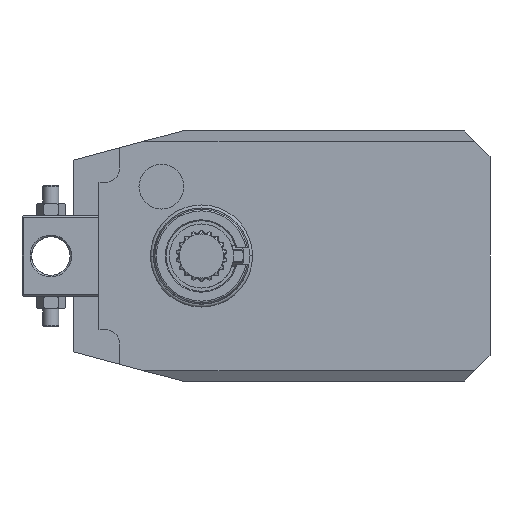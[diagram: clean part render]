
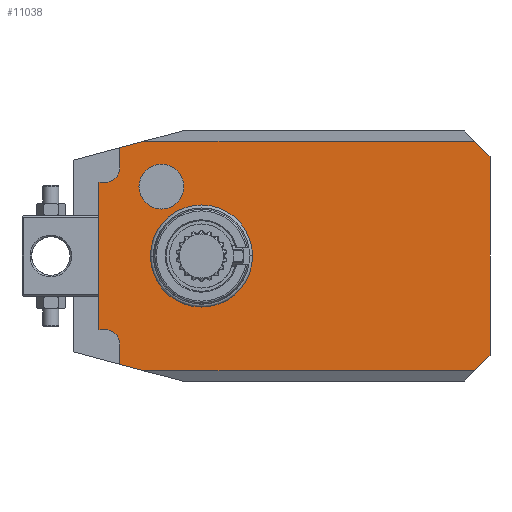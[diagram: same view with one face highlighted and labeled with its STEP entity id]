
A CAD part, front view. The second image highlights one B-rep face of the part: STEP entity #11038.
In plain terms, the highlighted planar face has unit normal (0, -1, 0).
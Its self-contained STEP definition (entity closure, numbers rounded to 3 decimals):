
#1=DIRECTION('',(-1.,0.,0.));
#2=VECTOR('',#1,103.215);
#3=CARTESIAN_POINT('',(85.215,0.,-35.785));
#4=LINE('',#3,#2);
#5=DIRECTION('',(0.966,0.,-0.259));
#6=VECTOR('',#5,7.765);
#7=CARTESIAN_POINT('',(-25.5,0.,-33.775));
#8=LINE('',#7,#6);
#9=DIRECTION('',(0.,0.,-1.));
#10=VECTOR('',#9,6.275);
#11=CARTESIAN_POINT('',(-25.5,0.,-27.5));
#12=LINE('',#11,#10);
#13=CARTESIAN_POINT('',(-30.,0.,-27.5));
#14=DIRECTION('',(0.,1.,0.));
#15=DIRECTION('',(0.,0.,1.));
#16=AXIS2_PLACEMENT_3D('',#13,#14,#15);
#18=DIRECTION('',(1.,0.,0.));
#19=VECTOR('',#18,2.);
#20=CARTESIAN_POINT('',(-32.,0.,-23.));
#21=LINE('',#20,#19);
#22=DIRECTION('',(0.,0.,-1.));
#23=VECTOR('',#22,46.);
#24=CARTESIAN_POINT('',(-32.,0.,23.));
#25=LINE('',#24,#23);
#26=DIRECTION('',(-1.,0.,0.));
#27=VECTOR('',#26,2.);
#28=CARTESIAN_POINT('',(-30.,0.,23.));
#29=LINE('',#28,#27);
#30=CARTESIAN_POINT('',(-30.,0.,27.5));
#31=DIRECTION('',(0.,1.,0.));
#32=DIRECTION('',(1.,0.,0.));
#33=AXIS2_PLACEMENT_3D('',#30,#31,#32);
#35=DIRECTION('',(0.,0.,-1.));
#36=VECTOR('',#35,6.275);
#37=CARTESIAN_POINT('',(-25.5,0.,33.775));
#38=LINE('',#37,#36);
#39=DIRECTION('',(-0.966,0.,-0.259));
#40=VECTOR('',#39,7.765);
#41=CARTESIAN_POINT('',(-18.,0.,35.785));
#42=LINE('',#41,#40);
#43=DIRECTION('',(-1.,0.,0.));
#44=VECTOR('',#43,103.215);
#45=CARTESIAN_POINT('',(85.215,0.,35.785));
#46=LINE('',#45,#44);
#47=DIRECTION('',(-0.707,0.,0.707));
#48=VECTOR('',#47,6.766);
#49=CARTESIAN_POINT('',(90.,0.,31.));
#50=LINE('',#49,#48);
#51=DIRECTION('',(0.,0.,1.));
#52=VECTOR('',#51,62.);
#53=CARTESIAN_POINT('',(90.,0.,-31.));
#54=LINE('',#53,#52);
#55=DIRECTION('',(0.707,0.,0.707));
#56=VECTOR('',#55,6.766);
#57=CARTESIAN_POINT('',(85.215,0.,
-35.785));
#58=LINE('',#57,#56);
#59=CARTESIAN_POINT('',(-12.5,0.,21.651));
#60=DIRECTION('',(0.,1.,0.));
#61=DIRECTION('',(1.,0.,0.));
#62=AXIS2_PLACEMENT_3D('',#59,#60,#61);
#64=CARTESIAN_POINT('',(-12.5,0.,21.651));
#65=DIRECTION('',(0.,1.,0.));
#66=DIRECTION('',(-1.,0.,0.));
#67=AXIS2_PLACEMENT_3D('',#64,#65,#66);
#6079=CARTESIAN_POINT('',(0.,0.,0.));
#6080=DIRECTION('',(0.,-1.,0.));
#6081=DIRECTION('',(1.,0.,0.007));
#6082=AXIS2_PLACEMENT_3D('',#6079,#6080,#6081);
#6084=CARTESIAN_POINT('',(0.,0.,0.));
#6085=DIRECTION('',(0.,-1.,0.));
#6086=DIRECTION('',(-1.,0.,-0.007));
#6087=AXIS2_PLACEMENT_3D('',#6084,#6085,#6086);
#10693=CARTESIAN_POINT('',(-25.5,0.,33.775));
#10694=CARTESIAN_POINT('',(-25.5,0.,27.5));
#10695=VERTEX_POINT('',#10693);
#10696=VERTEX_POINT('',#10694);
#10697=CARTESIAN_POINT('',(-30.,0.,23.));
#10698=VERTEX_POINT('',#10697);
#10699=CARTESIAN_POINT('',(-32.,0.,23.));
#10700=VERTEX_POINT('',#10699);
#10701=CARTESIAN_POINT('',(-32.,0.,-23.));
#10702=VERTEX_POINT('',#10701);
#10703=CARTESIAN_POINT('',(-30.,0.,-23.));
#10704=VERTEX_POINT('',#10703);
#10705=CARTESIAN_POINT('',(-25.5,0.,-27.5));
#10706=VERTEX_POINT('',#10705);
#10707=CARTESIAN_POINT('',(-25.5,0.,-33.775));
#10708=VERTEX_POINT('',#10707);
#10709=CARTESIAN_POINT('',(90.,0.,-31.));
#10710=CARTESIAN_POINT('',(90.,0.,31.));
#10711=VERTEX_POINT('',#10709);
#10712=VERTEX_POINT('',#10710);
#10713=CARTESIAN_POINT('',(-5.5,0.,21.651));
#10714=CARTESIAN_POINT('',(-19.5,0.,21.651));
#10715=VERTEX_POINT('',#10713);
#10716=VERTEX_POINT('',#10714);
#10725=CARTESIAN_POINT('',(85.215,0.,
-35.785));
#10726=CARTESIAN_POINT('',(-18.,0.,-35.785));
#10727=VERTEX_POINT('',#10725);
#10728=VERTEX_POINT('',#10726);
#10729=CARTESIAN_POINT('',(85.215,0.,
35.785));
#10730=CARTESIAN_POINT('',(-18.,0.,35.785));
#10731=VERTEX_POINT('',#10729);
#10732=VERTEX_POINT('',#10730);
#10967=CARTESIAN_POINT('',(15.783,0.,0.117));
#10968=CARTESIAN_POINT('',(-15.783,0.,-0.117));
#10969=VERTEX_POINT('',#10967);
#10970=VERTEX_POINT('',#10968);
#10991=CARTESIAN_POINT('',(0.,0.,0.));
#10992=DIRECTION('',(0.,-1.,0.));
#10993=DIRECTION('',(-1.,0.,0.));
#10994=AXIS2_PLACEMENT_3D('',#10991,#10992,#10993);
#10995=PLANE('',#10994);
#10997=ORIENTED_EDGE('',*,*,#10996,.T.);
#10999=ORIENTED_EDGE('',*,*,#10998,.F.);
#11001=ORIENTED_EDGE('',*,*,#11000,.F.);
#11003=ORIENTED_EDGE('',*,*,#11002,.F.);
#11005=ORIENTED_EDGE('',*,*,#11004,.F.);
#11007=ORIENTED_EDGE('',*,*,#11006,.F.);
#11009=ORIENTED_EDGE('',*,*,#11008,.F.);
#11011=ORIENTED_EDGE('',*,*,#11010,.F.);
#11013=ORIENTED_EDGE('',*,*,#11012,.F.);
#11015=ORIENTED_EDGE('',*,*,#11014,.F.);
#11017=ORIENTED_EDGE('',*,*,#11016,.F.);
#11019=ORIENTED_EDGE('',*,*,#11018,.F.);
#11021=ORIENTED_EDGE('',*,*,#11020,.F.);
#11023=ORIENTED_EDGE('',*,*,#11022,.F.);
#11024=EDGE_LOOP('',(#10997,#10999,#11001,#11003,#11005,#11007,#11009,#11011,
#11013,#11015,#11017,#11019,#11021,#11023));
#11025=FACE_OUTER_BOUND('',#11024,.F.);
#11027=ORIENTED_EDGE('',*,*,#11026,.T.);
#11029=ORIENTED_EDGE('',*,*,#11028,.T.);
#11030=EDGE_LOOP('',(#11027,#11029));
#11031=FACE_BOUND('',#11030,.F.);
#11033=ORIENTED_EDGE('',*,*,#11032,.F.);
#11035=ORIENTED_EDGE('',*,*,#11034,.F.);
#11036=EDGE_LOOP('',(#11033,#11035));
#11037=FACE_BOUND('',#11036,.F.);
#17=CIRCLE('',#16,4.5);
#34=CIRCLE('',#33,4.5);
#63=CIRCLE('',#62,7.);
#68=CIRCLE('',#67,7.);
#6083=CIRCLE('',#6082,15.783);
#6088=CIRCLE('',#6087,15.783);
#10996=EDGE_CURVE('',#10727,#10728,#4,.T.);
#10998=EDGE_CURVE('',#10708,#10728,#8,.T.);
#11000=EDGE_CURVE('',#10706,#10708,#12,.T.);
#11002=EDGE_CURVE('',#10704,#10706,#17,.T.);
#11004=EDGE_CURVE('',#10702,#10704,#21,.T.);
#11006=EDGE_CURVE('',#10700,#10702,#25,.T.);
#11008=EDGE_CURVE('',#10698,#10700,#29,.T.);
#11010=EDGE_CURVE('',#10696,#10698,#34,.T.);
#11012=EDGE_CURVE('',#10695,#10696,#38,.T.);
#11014=EDGE_CURVE('',#10732,#10695,#42,.T.);
#11016=EDGE_CURVE('',#10731,#10732,#46,.T.);
#11018=EDGE_CURVE('',#10712,#10731,#50,.T.);
#11020=EDGE_CURVE('',#10711,#10712,#54,.T.);
#11022=EDGE_CURVE('',#10727,#10711,#58,.T.);
#11026=EDGE_CURVE('',#10969,#10970,#6083,.T.);
#11028=EDGE_CURVE('',#10970,#10969,#6088,.T.);
#11032=EDGE_CURVE('',#10715,#10716,#63,.T.);
#11034=EDGE_CURVE('',#10716,#10715,#68,.T.);
#11038=ADVANCED_FACE('',(#11025,#11031,#11037),#10995,.T.);
